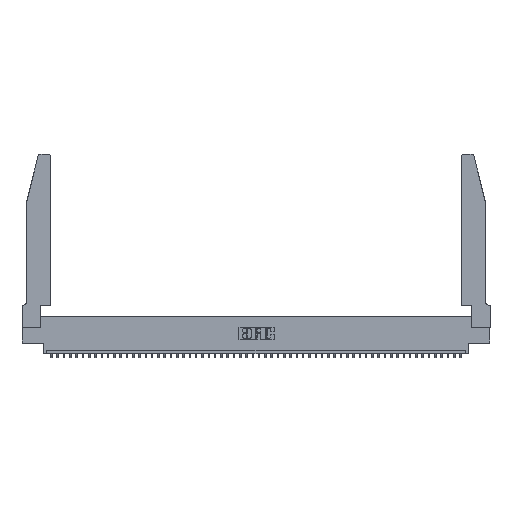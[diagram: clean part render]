
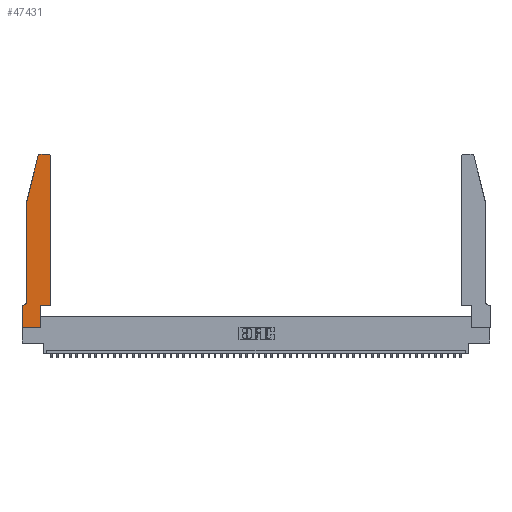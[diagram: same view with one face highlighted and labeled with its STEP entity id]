
A CAD part, top view. The second image highlights one B-rep face of the part: STEP entity #47431.
In plain terms, the highlighted planar face has unit normal (0, 0, 1).
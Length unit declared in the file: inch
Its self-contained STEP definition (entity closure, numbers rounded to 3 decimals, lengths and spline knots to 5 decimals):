
#5 = DIRECTION ( 'NONE',  ( 1., 0., 0. ) ) ;
#324 = VECTOR ( 'NONE', #6855, 39.37008 ) ;
#363 = CARTESIAN_POINT ( 'NONE',  ( 0.25487, 2.72718, 0.37 ) ) ;
#720 = CARTESIAN_POINT ( 'NONE',  ( 0.4505, 0.35, 0.37 ) ) ;
#1323 = DIRECTION ( 'NONE',  ( 0., 1., 0. ) ) ;
#1554 = LINE ( 'NONE', #720, #2847 ) ;
#2019 = ORIENTED_EDGE ( 'NONE', *, *, #6527, .T. ) ;
#2161 = VERTEX_POINT ( 'NONE', #18017 ) ;
#2768 = VERTEX_POINT ( 'NONE', #27317 ) ;
#2847 = VECTOR ( 'NONE', #4109, 39.37008 ) ;
#2937 = LINE ( 'NONE', #28838, #4188 ) ;
#2987 = VECTOR ( 'NONE', #44362, 39.37008 ) ;
#4095 = DIRECTION ( 'NONE',  ( 1., 0., 0. ) ) ;
#4109 = DIRECTION ( 'NONE',  ( 0., 1., 0. ) ) ;
#4147 = ORIENTED_EDGE ( 'NONE', *, *, #16083, .T. ) ;
#4188 = VECTOR ( 'NONE', #1323, 39.37008 ) ;
#4471 = CARTESIAN_POINT ( 'NONE',  ( 0., 0., 0.37 ) ) ;
#5348 = LINE ( 'NONE', #4471, #39538 ) ;
#6527 = EDGE_CURVE ( 'NONE', #2161, #49319, #49009, .T. ) ;
#6855 = DIRECTION ( 'NONE',  ( 0., -1., 0. ) ) ;
#7067 = ORIENTED_EDGE ( 'NONE', *, *, #42848, .T. ) ;
#7587 = EDGE_CURVE ( 'NONE', #34874, #30513, #34598, .T. ) ;
#7649 = CARTESIAN_POINT ( 'NONE',  ( 0., 0., 0.37 ) ) ;
#7785 = DIRECTION ( 'NONE',  ( 0., 0., 1. ) ) ;
#8091 = CARTESIAN_POINT ( 'NONE',  ( 0.2605, 2.75, 0.37 ) ) ;
#8367 = DIRECTION ( 'NONE',  ( 0., 0., 1. ) ) ;
#8682 = EDGE_CURVE ( 'NONE', #47069, #2161, #50111, .T. ) ;
#10349 = LINE ( 'NONE', #7649, #43283 ) ;
#11954 = PLANE ( 'NONE',  #41316 ) ;
#12094 = DIRECTION ( 'NONE',  ( -1., 0., 0. ) ) ;
#12121 = VECTOR ( 'NONE', #12094, 39.37008 ) ;
#12417 = EDGE_CURVE ( 'NONE', #2768, #18240, #2937, .T. ) ;
#12527 = EDGE_CURVE ( 'NONE', #49319, #24909, #10349, .T. ) ;
#13559 = CARTESIAN_POINT ( 'NONE',  ( 0.0755, 0.35, 0.37 ) ) ;
#15002 = CARTESIAN_POINT ( 'NONE',  ( 0.4505, 0.35, 0.37 ) ) ;
#16083 = EDGE_CURVE ( 'NONE', #43546, #34874, #25473, .T. ) ;
#16343 = DIRECTION ( 'NONE',  ( 1., 0., 0. ) ) ;
#18017 = CARTESIAN_POINT ( 'NONE',  ( 0.0055, 0.35, 0.37 ) ) ;
#18240 = VERTEX_POINT ( 'NONE', #39220 ) ;
#19113 = CARTESIAN_POINT ( 'NONE',  ( 0.4505, 0.35, 0.37 ) ) ;
#19229 = CARTESIAN_POINT ( 'NONE',  ( 0.0055, 0.42, 0.37 ) ) ;
#19832 = CARTESIAN_POINT ( 'NONE',  ( 0.284, 2.72, 0.37 ) ) ;
#20350 = DIRECTION ( 'NONE',  ( 1., 0., 0. ) ) ;
#20463 = DIRECTION ( 'NONE',  ( 0., 0., 1. ) ) ;
#21253 = CARTESIAN_POINT ( 'NONE',  ( 0.0755, 0.42, 0.37 ) ) ;
#21813 = DIRECTION ( 'NONE',  ( -1., 0., 0. ) ) ;
#22015 = CARTESIAN_POINT ( 'NONE',  ( 0.0755, 2., 0.37 ) ) ;
#22119 = CARTESIAN_POINT ( 'NONE',  ( 0., 0.35, 0.37 ) ) ;
#22694 = ORIENTED_EDGE ( 'NONE', *, *, #8682, .T. ) ;
#22940 = LINE ( 'NONE', #19113, #41565 ) ;
#23195 = DIRECTION ( 'NONE',  ( 0., 0., -1. ) ) ;
#23293 = LINE ( 'NONE', #26560, #324 ) ;
#24909 = VERTEX_POINT ( 'NONE', #28271 ) ;
#25473 = CIRCLE ( 'NONE', #48186, 0.03 ) ;
#26560 = CARTESIAN_POINT ( 'NONE',  ( 0.0755, 2., 0.37 ) ) ;
#27188 = DIRECTION ( 'NONE',  ( -1., 0., 0. ) ) ;
#27317 = CARTESIAN_POINT ( 'NONE',  ( 0.2865, 0., 0.37 ) ) ;
#27494 = AXIS2_PLACEMENT_3D ( 'NONE', #28425, #8367, #4095 ) ;
#28018 = ORIENTED_EDGE ( 'NONE', *, *, #42403, .T. ) ;
#28271 = CARTESIAN_POINT ( 'NONE',  ( 0., 0., 0.37 ) ) ;
#28425 = CARTESIAN_POINT ( 'NONE',  ( 0.4205, 2.72, 0.37 ) ) ;
#28443 = ORIENTED_EDGE ( 'NONE', *, *, #30805, .T. ) ;
#28838 = CARTESIAN_POINT ( 'NONE',  ( 0.2865, 0.35, 0.37 ) ) ;
#30513 = VERTEX_POINT ( 'NONE', #22015 ) ;
#30805 = EDGE_CURVE ( 'NONE', #37758, #43546, #34420, .T. ) ;
#30878 = DIRECTION ( 'NONE',  ( 1., 0., 0. ) ) ;
#30989 = ORIENTED_EDGE ( 'NONE', *, *, #12417, .T. ) ;
#34420 = LINE ( 'NONE', #8091, #12121 ) ;
#34598 = LINE ( 'NONE', #34672, #2987 ) ;
#34663 = VERTEX_POINT ( 'NONE', #40944 ) ;
#34672 = CARTESIAN_POINT ( 'NONE',  ( 0.0755, 2., 0.37 ) ) ;
#34874 = VERTEX_POINT ( 'NONE', #363 ) ;
#35517 = CARTESIAN_POINT ( 'NONE',  ( 0.284, 2.75, 0.37 ) ) ;
#36590 = EDGE_CURVE ( 'NONE', #24909, #2768, #5348, .T. ) ;
#36671 = ORIENTED_EDGE ( 'NONE', *, *, #7587, .T. ) ;
#37158 = VECTOR ( 'NONE', #21813, 39.37008 ) ;
#37758 = VERTEX_POINT ( 'NONE', #43430 ) ;
#38233 = VERTEX_POINT ( 'NONE', #15002 ) ;
#38772 = ORIENTED_EDGE ( 'NONE', *, *, #12527, .T. ) ;
#39215 = DIRECTION ( 'NONE',  ( 0., -1., 0. ) ) ;
#39220 = CARTESIAN_POINT ( 'NONE',  ( 0.2865, 0.35, 0.37 ) ) ;
#39538 = VECTOR ( 'NONE', #20350, 39.37008 ) ;
#39624 = EDGE_CURVE ( 'NONE', #34663, #37758, #44195, .T. ) ;
#39932 = ORIENTED_EDGE ( 'NONE', *, *, #36590, .T. ) ;
#39987 = CARTESIAN_POINT ( 'NONE',  ( 0., 0.35, 0.37 ) ) ;
#40339 = AXIS2_PLACEMENT_3D ( 'NONE', #19229, #23195, #27188 ) ;
#40944 = CARTESIAN_POINT ( 'NONE',  ( 0.4505, 2.72, 0.37 ) ) ;
#41316 = AXIS2_PLACEMENT_3D ( 'NONE', #39987, #7785, #5 ) ;
#41565 = VECTOR ( 'NONE', #30878, 39.37008 ) ;
#42403 = EDGE_CURVE ( 'NONE', #38233, #34663, #1554, .T. ) ;
#42848 = EDGE_CURVE ( 'NONE', #30513, #47069, #23293, .T. ) ;
#43283 = VECTOR ( 'NONE', #39215, 39.37008 ) ;
#43430 = CARTESIAN_POINT ( 'NONE',  ( 0.4205, 2.75, 0.37 ) ) ;
#43546 = VERTEX_POINT ( 'NONE', #35517 ) ;
#44195 = CIRCLE ( 'NONE', #27494, 0.03 ) ;
#44362 = DIRECTION ( 'NONE',  ( -0.239, -0.971, 0. ) ) ;
#45007 = EDGE_LOOP ( 'NONE', ( #28443, #4147, #36671, #7067, #22694, #2019, #38772, #39932, #30989, #50017, #28018, #50649 ) ) ;
#46300 = EDGE_CURVE ( 'NONE', #18240, #38233, #22940, .T. ) ;
#47069 = VERTEX_POINT ( 'NONE', #21253 ) ;
#47431 = ADVANCED_FACE ( 'NONE', ( #48891 ), #11954, .T. ) ;
#48186 = AXIS2_PLACEMENT_3D ( 'NONE', #19832, #20463, #16343 ) ;
#48891 = FACE_OUTER_BOUND ( 'NONE', #45007, .T. ) ;
#49009 = LINE ( 'NONE', #13559, #37158 ) ;
#49319 = VERTEX_POINT ( 'NONE', #22119 ) ;
#50017 = ORIENTED_EDGE ( 'NONE', *, *, #46300, .T. ) ;
#50111 = CIRCLE ( 'NONE', #40339, 0.07 ) ;
#50649 = ORIENTED_EDGE ( 'NONE', *, *, #39624, .T. ) ;
